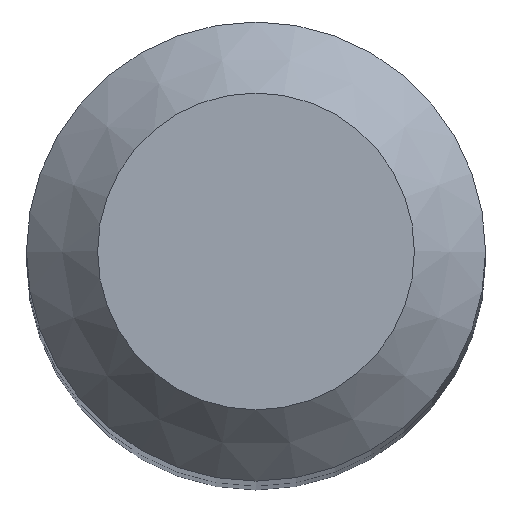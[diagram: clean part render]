
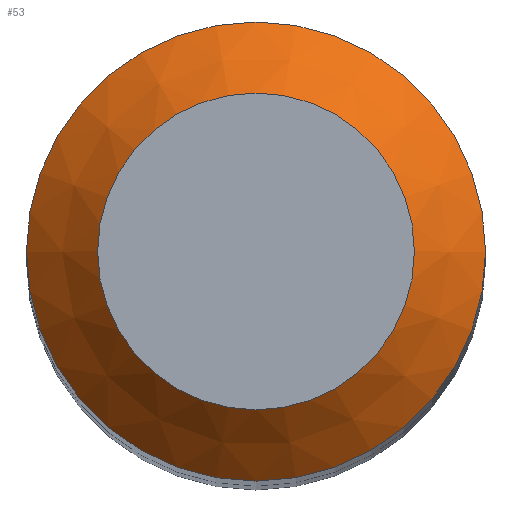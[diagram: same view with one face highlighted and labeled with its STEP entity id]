
A CAD part, top view. The second image highlights one B-rep face of the part: STEP entity #53.
In plain terms, the highlighted conical face has half-angle 45 degrees and reference radius 4 mm.
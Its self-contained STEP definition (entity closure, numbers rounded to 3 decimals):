
#43=CONICAL_SURFACE('',#153,4.,45.);
#53=ADVANCED_FACE('',(#62,#63),#43,.T.);
#62=FACE_BOUND('',#71,.T.);
#63=FACE_BOUND('',#72,.T.);
#71=EDGE_LOOP('',(#81));
#72=EDGE_LOOP('',(#82));
#81=ORIENTED_EDGE('',*,*,#96,.T.);
#82=ORIENTED_EDGE('',*,*,#94,.F.);
#88=VERTEX_POINT('',#213);
#90=VERTEX_POINT('',#218);
#94=EDGE_CURVE('',#88,#88,#99,.T.);
#96=EDGE_CURVE('',#90,#90,#101,.T.);
#99=CIRCLE('',#148,4.);
#101=CIRCLE('',#151,2.76);
#148=AXIS2_PLACEMENT_3D('',#212,#168,#169);
#151=AXIS2_PLACEMENT_3D('',#217,#174,#175);
#153=AXIS2_PLACEMENT_3D('',#220,#178,#179);
#168=DIRECTION('',(0.,0.,-1.));
#169=DIRECTION('',(-1.,0.,0.));
#174=DIRECTION('',(0.,0.,-1.));
#175=DIRECTION('',(-1.,0.,0.));
#178=DIRECTION('',(0.,0.,-1.));
#179=DIRECTION('',(-1.,0.,0.));
#212=CARTESIAN_POINT('',(0.,0.,-1.24));
#213=CARTESIAN_POINT('',(-4.,0.,-1.24));
#217=CARTESIAN_POINT('',(0.,0.,0.));
#218=CARTESIAN_POINT('',(-2.76,0.,0.));
#220=CARTESIAN_POINT('',(0.,0.,-1.24));
